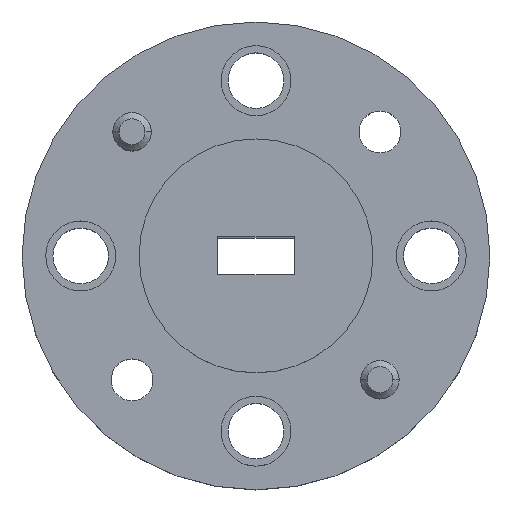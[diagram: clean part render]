
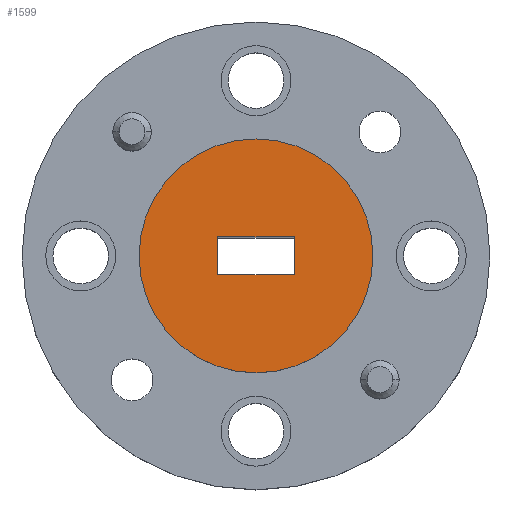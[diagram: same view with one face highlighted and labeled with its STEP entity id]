
A CAD part, top view. The second image highlights one B-rep face of the part: STEP entity #1599.
In plain terms, the highlighted planar face has unit normal (0, 0, 1).
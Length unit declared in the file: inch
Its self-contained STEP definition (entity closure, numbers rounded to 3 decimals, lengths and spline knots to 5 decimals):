
#7 = EDGE_CURVE ( 'NONE', #1387, #567, #1516, .T. ) ;
#148 = ORIENTED_EDGE ( 'NONE', *, *, #818, .F. ) ;
#196 = VECTOR ( 'NONE', #860, 39.37008 ) ;
#202 = EDGE_LOOP ( 'NONE', ( #1907, #2049 ) ) ;
#213 = LINE ( 'NONE', #753, #196 ) ;
#323 = DIRECTION ( 'NONE',  ( 0., 0., 1. ) ) ;
#333 = DIRECTION ( 'NONE',  ( 1., 0., 0. ) ) ;
#395 = VERTEX_POINT ( 'NONE', #856 ) ;
#422 = DIRECTION ( 'NONE',  ( 1., 0., 0. ) ) ;
#489 = CARTESIAN_POINT ( 'NONE',  ( 0., 0., 0. ) ) ;
#505 = EDGE_LOOP ( 'NONE', ( #1064, #148, #1369, #1897 ) ) ;
#536 = AXIS2_PLACEMENT_3D ( 'NONE', #1314, #1207, #422 ) ;
#565 = DIRECTION ( 'NONE',  ( 0., 1., 0. ) ) ;
#567 = VERTEX_POINT ( 'NONE', #1556 ) ;
#628 = DIRECTION ( 'NONE',  ( 0., 0., 1. ) ) ;
#688 = PLANE ( 'NONE',  #2098 ) ;
#699 = VERTEX_POINT ( 'NONE', #726 ) ;
#726 = CARTESIAN_POINT ( 'NONE',  ( -0.061, 0.0305, 0. ) ) ;
#740 = CARTESIAN_POINT ( 'NONE',  ( -0.061, -0.0305, 0. ) ) ;
#753 = CARTESIAN_POINT ( 'NONE',  ( -0.061, 0.0305, 0. ) ) ;
#773 = EDGE_CURVE ( 'NONE', #567, #1212, #1073, .T. ) ;
#818 = EDGE_CURVE ( 'NONE', #699, #1387, #2015, .T. ) ;
#852 = FACE_BOUND ( 'NONE', #505, .T. ) ;
#856 = CARTESIAN_POINT ( 'NONE',  ( 0.1875, 0., 0. ) ) ;
#860 = DIRECTION ( 'NONE',  ( -1., 0., 0. ) ) ;
#966 = VERTEX_POINT ( 'NONE', #1629 ) ;
#1064 = ORIENTED_EDGE ( 'NONE', *, *, #7, .F. ) ;
#1073 = LINE ( 'NONE', #2018, #1959 ) ;
#1197 = CARTESIAN_POINT ( 'NONE',  ( -0.061, -0.0305, 0. ) ) ;
#1207 = DIRECTION ( 'NONE',  ( 0., 0., 1. ) ) ;
#1212 = VERTEX_POINT ( 'NONE', #1925 ) ;
#1273 = EDGE_CURVE ( 'NONE', #966, #395, #1561, .T. ) ;
#1313 = VECTOR ( 'NONE', #2028, 39.37008 ) ;
#1314 = CARTESIAN_POINT ( 'NONE',  ( 0., 0., 0. ) ) ;
#1369 = ORIENTED_EDGE ( 'NONE', *, *, #1832, .F. ) ;
#1387 = VERTEX_POINT ( 'NONE', #740 ) ;
#1459 = FACE_OUTER_BOUND ( 'NONE', #202, .T. ) ;
#1516 = LINE ( 'NONE', #1197, #1579 ) ;
#1519 = EDGE_CURVE ( 'NONE', #395, #966, #1734, .T. ) ;
#1556 = CARTESIAN_POINT ( 'NONE',  ( 0.061, -0.0305, 0. ) ) ;
#1561 = CIRCLE ( 'NONE', #536, 0.1875 ) ;
#1579 = VECTOR ( 'NONE', #1851, 39.37008 ) ;
#1599 = ADVANCED_FACE ( 'NONE', ( #852, #1459 ), #688, .T. ) ;
#1629 = CARTESIAN_POINT ( 'NONE',  ( -0.1875, 0., 0. ) ) ;
#1703 = CARTESIAN_POINT ( 'NONE',  ( -0.061, -0.0305, 0. ) ) ;
#1734 = CIRCLE ( 'NONE', #2068, 0.1875 ) ;
#1773 = CARTESIAN_POINT ( 'NONE',  ( 0., 0., 0. ) ) ;
#1832 = EDGE_CURVE ( 'NONE', #1212, #699, #213, .T. ) ;
#1851 = DIRECTION ( 'NONE',  ( 1., 0., 0. ) ) ;
#1897 = ORIENTED_EDGE ( 'NONE', *, *, #773, .F. ) ;
#1907 = ORIENTED_EDGE ( 'NONE', *, *, #1273, .T. ) ;
#1920 = DIRECTION ( 'NONE',  ( 1., 0., 0. ) ) ;
#1925 = CARTESIAN_POINT ( 'NONE',  ( 0.061, 0.0305, 0. ) ) ;
#1959 = VECTOR ( 'NONE', #565, 39.37008 ) ;
#2015 = LINE ( 'NONE', #1703, #1313 ) ;
#2018 = CARTESIAN_POINT ( 'NONE',  ( 0.061, -0.0305, 0. ) ) ;
#2028 = DIRECTION ( 'NONE',  ( 0., -1., 0. ) ) ;
#2049 = ORIENTED_EDGE ( 'NONE', *, *, #1519, .T. ) ;
#2068 = AXIS2_PLACEMENT_3D ( 'NONE', #1773, #628, #1920 ) ;
#2098 = AXIS2_PLACEMENT_3D ( 'NONE', #489, #323, #333 ) ;
